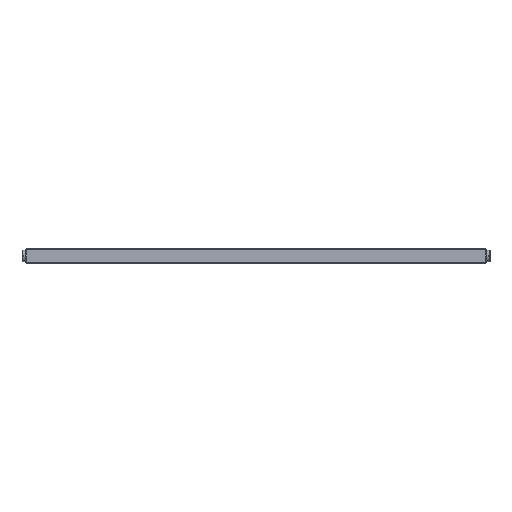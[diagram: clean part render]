
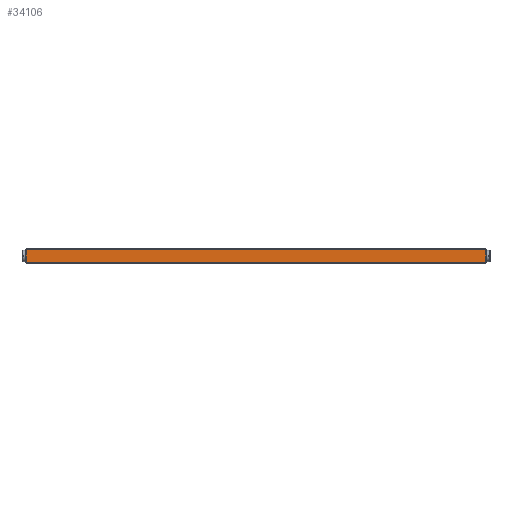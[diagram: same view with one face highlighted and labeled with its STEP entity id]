
A CAD part, front view. The second image highlights one B-rep face of the part: STEP entity #34106.
In plain terms, the highlighted planar face has unit normal (0, -1, 0).
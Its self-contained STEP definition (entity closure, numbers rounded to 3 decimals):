
#30486=FACE_OUTER_BOUND('',#45134,.T.);
#34106=ADVANCED_FACE('',(#30486),#38014,.T.);
#38014=PLANE('',#98684);
#45134=EDGE_LOOP('',(#51484,#51485,#51486,#51487));
#51484=ORIENTED_EDGE('',*,*,#76689,.T.);
#51485=ORIENTED_EDGE('',*,*,#76690,.T.);
#51486=ORIENTED_EDGE('',*,*,#76691,.T.);
#51487=ORIENTED_EDGE('',*,*,#76692,.T.);
#69903=VERTEX_POINT('',#127393);
#69904=VERTEX_POINT('',#127394);
#69905=VERTEX_POINT('',#127396);
#69906=VERTEX_POINT('',#127398);
#76689=EDGE_CURVE('',#69903,#69904,#86156,.T.);
#76690=EDGE_CURVE('',#69904,#69905,#86157,.T.);
#76691=EDGE_CURVE('',#69905,#69906,#86158,.T.);
#76692=EDGE_CURVE('',#69906,#69903,#86159,.T.);
#86156=LINE('',#127392,#92656);
#86157=LINE('',#127395,#92657);
#86158=LINE('',#127397,#92658);
#86159=LINE('',#127399,#92659);
#92656=VECTOR('',#106103,1.);
#92657=VECTOR('',#106104,1.);
#92658=VECTOR('',#106105,1.);
#92659=VECTOR('',#106106,1.);
#98684=AXIS2_PLACEMENT_3D('',#127400,#106107,#106108);
#106103=DIRECTION('',(0.,0.,1.));
#106104=DIRECTION('',(-1.,0.,0.));
#106105=DIRECTION('',(0.,0.,-1.));
#106106=DIRECTION('',(1.,0.,0.));
#106107=DIRECTION('',(0.,-1.,0.));
#106108=DIRECTION('',(0.,0.,-1.));
#127392=CARTESIAN_POINT('',(358.78,-12.,11.));
#127393=CARTESIAN_POINT('',(358.78,-12.,0.5));
#127394=CARTESIAN_POINT('',(358.78,-12.,10.5));
#127395=CARTESIAN_POINT('',(179.64,-12.,10.5));
#127396=CARTESIAN_POINT('',(0.5,-12.,10.5));
#127397=CARTESIAN_POINT('',(0.5,-12.,11.));
#127398=CARTESIAN_POINT('',(0.5,-12.,0.5));
#127399=CARTESIAN_POINT('',(179.64,-12.,0.5));
#127400=CARTESIAN_POINT('',(179.64,-12.,11.));
